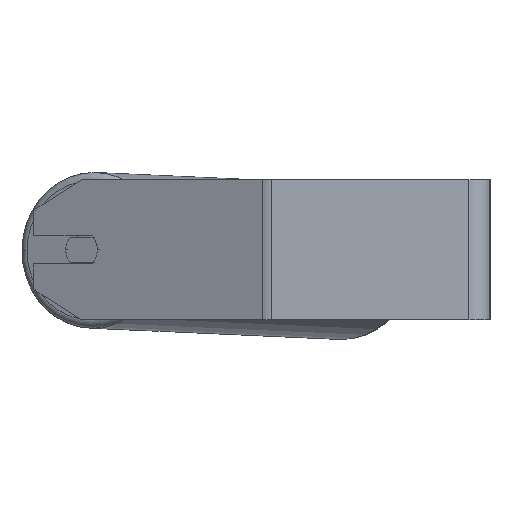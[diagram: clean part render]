
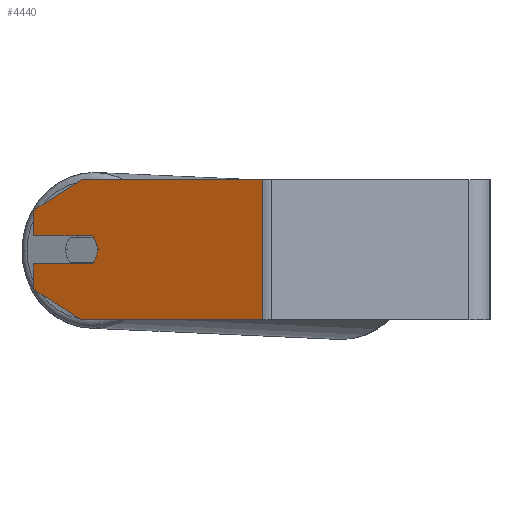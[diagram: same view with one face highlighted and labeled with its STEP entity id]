
A CAD part, left-side view. The second image highlights one B-rep face of the part: STEP entity #4440.
In plain terms, the highlighted planar face has unit normal (-0.906, 0.423, 0).
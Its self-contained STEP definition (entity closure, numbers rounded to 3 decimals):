
#278 = LINE ( 'NONE', #5232, #6510 ) ;
#295 = DIRECTION ( 'NONE',  ( -0.906, 0.423, 0. ) ) ;
#327 = CARTESIAN_POINT ( 'NONE',  ( -345.616, 233.164, -40. ) ) ;
#439 = DIRECTION ( 'NONE',  ( -0.423, -0.906, 0. ) ) ;
#450 = DIRECTION ( 'NONE',  ( -0.423, -0.906, 0. ) ) ;
#563 = CARTESIAN_POINT ( 'NONE',  ( -332.938, 260.353, 22.679 ) ) ;
#574 = VERTEX_POINT ( 'NONE', #3923 ) ;
#589 = VERTEX_POINT ( 'NONE', #627 ) ;
#627 = CARTESIAN_POINT ( 'NONE',  ( -332.938, 260.353, 22.679 ) ) ;
#704 = ORIENTED_EDGE ( 'NONE', *, *, #967, .F. ) ;
#831 = LINE ( 'NONE', #3087, #3332 ) ;
#885 = ORIENTED_EDGE ( 'NONE', *, *, #4384, .F. ) ;
#915 = ORIENTED_EDGE ( 'NONE', *, *, #6645, .T. ) ;
#921 = LINE ( 'NONE', #327, #2167 ) ;
#937 = DIRECTION ( 'NONE',  ( 0., 0., -1. ) ) ;
#967 = EDGE_CURVE ( 'NONE', #7207, #574, #3292, .T. ) ;
#1071 = CARTESIAN_POINT ( 'NONE',  ( -345.616, 233.164, 0. ) ) ;
#1082 = FACE_OUTER_BOUND ( 'NONE', #2618, .T. ) ;
#1095 = LINE ( 'NONE', #4904, #6535 ) ;
#1189 = DIRECTION ( 'NONE',  ( 0.423, 0.906, 0. ) ) ;
#1409 = EDGE_CURVE ( 'NONE', #7207, #589, #5634, .T. ) ;
#1617 = AXIS2_PLACEMENT_3D ( 'NONE', #1071, #4546, #3328 ) ;
#1710 = LINE ( 'NONE', #3853, #6527 ) ;
#1752 = DIRECTION ( 'NONE',  ( 0.366, 0.785, -0.5 ) ) ;
#1814 = CARTESIAN_POINT ( 'NONE',  ( -348.152, 227.726, -8. ) ) ;
#1949 = VECTOR ( 'NONE', #439, 1000. ) ;
#2167 = VECTOR ( 'NONE', #3179, 1000. ) ;
#2179 = EDGE_CURVE ( 'NONE', #6092, #7022, #4807, .T. ) ;
#2203 = ORIENTED_EDGE ( 'NONE', *, *, #5435, .T. ) ;
#2284 = AXIS2_PLACEMENT_3D ( 'NONE', #3149, #295, #2593 ) ;
#2593 = DIRECTION ( 'NONE',  ( -0.423, -0.906, 0. ) ) ;
#2618 = EDGE_LOOP ( 'NONE', ( #5574, #6690, #6128, #915, #6981, #6199, #704, #5263, #2203, #885, #6407 ) ) ;
#2642 = EDGE_CURVE ( 'NONE', #5250, #6092, #3646, .T. ) ;
#2863 = VECTOR ( 'NONE', #937, 1000. ) ;
#3020 = DIRECTION ( 'NONE',  ( 0., 0., -1. ) ) ;
#3087 = CARTESIAN_POINT ( 'NONE',  ( -332.938, 260.353, 40. ) ) ;
#3149 = CARTESIAN_POINT ( 'NONE',  ( -345.616, 233.164, 0. ) ) ;
#3179 = DIRECTION ( 'NONE',  ( -0.366, -0.785, -0.5 ) ) ;
#3199 = VECTOR ( 'NONE', #450, 1000. ) ;
#3258 = CARTESIAN_POINT ( 'NONE',  ( -332.938, 260.353, 40. ) ) ;
#3292 = LINE ( 'NONE', #3258, #1949 ) ;
#3328 = DIRECTION ( 'NONE',  ( -0.423, -0.906, 0. ) ) ;
#3332 = VECTOR ( 'NONE', #3020, 1000. ) ;
#3410 = DIRECTION ( 'NONE',  ( 0.906, -0.423, 0. ) ) ;
#3542 = VERTEX_POINT ( 'NONE', #4320 ) ;
#3646 = LINE ( 'NONE', #5943, #3199 ) ;
#3745 = CARTESIAN_POINT ( 'NONE',  ( -332.938, 260.353, 8. ) ) ;
#3853 = CARTESIAN_POINT ( 'NONE',  ( -332.938, 260.353, 8. ) ) ;
#3923 = CARTESIAN_POINT ( 'NONE',  ( -393.876, 129.671, 40. ) ) ;
#4160 = EDGE_CURVE ( 'NONE', #5250, #5262, #831, .T. ) ;
#4233 = DIRECTION ( 'NONE',  ( 0., 0., -1. ) ) ;
#4320 = CARTESIAN_POINT ( 'NONE',  ( -393.876, 129.671, -40. ) ) ;
#4384 = EDGE_CURVE ( 'NONE', #4568, #5430, #1710, .T. ) ;
#4412 = PLANE ( 'NONE',  #5936 ) ;
#4422 = DIRECTION ( 'NONE',  ( -0.423, -0.906, 0. ) ) ;
#4440 = ADVANCED_FACE ( 'NONE', ( #1082 ), #4412, .F. ) ;
#4546 = DIRECTION ( 'NONE',  ( -0.906, 0.423, 0. ) ) ;
#4547 = VECTOR ( 'NONE', #1752, 1000. ) ;
#4568 = VERTEX_POINT ( 'NONE', #5258 ) ;
#4807 = CIRCLE ( 'NONE', #1617, 10. ) ;
#4862 = CARTESIAN_POINT ( 'NONE',  ( -349.843, 224.101, 0. ) ) ;
#4904 = CARTESIAN_POINT ( 'NONE',  ( -332.938, 260.353, -40. ) ) ;
#5083 = VERTEX_POINT ( 'NONE', #5529 ) ;
#5145 = DIRECTION ( 'NONE',  ( 0.423, 0.906, 0. ) ) ;
#5232 = CARTESIAN_POINT ( 'NONE',  ( -393.876, 129.671, 40. ) ) ;
#5248 = EDGE_CURVE ( 'NONE', #574, #3542, #278, .T. ) ;
#5250 = VERTEX_POINT ( 'NONE', #6967 ) ;
#5258 = CARTESIAN_POINT ( 'NONE',  ( -348.152, 227.726, 8. ) ) ;
#5262 = VERTEX_POINT ( 'NONE', #6934 ) ;
#5263 = ORIENTED_EDGE ( 'NONE', *, *, #1409, .T. ) ;
#5430 = VERTEX_POINT ( 'NONE', #3745 ) ;
#5435 = EDGE_CURVE ( 'NONE', #589, #5430, #6002, .T. ) ;
#5529 = CARTESIAN_POINT ( 'NONE',  ( -345.616, 233.164, -40. ) ) ;
#5574 = ORIENTED_EDGE ( 'NONE', *, *, #2179, .F. ) ;
#5634 = LINE ( 'NONE', #563, #4547 ) ;
#5936 = AXIS2_PLACEMENT_3D ( 'NONE', #6181, #3410, #5145 ) ;
#5943 = CARTESIAN_POINT ( 'NONE',  ( -332.938, 260.353, -8. ) ) ;
#6002 = LINE ( 'NONE', #7143, #2863 ) ;
#6092 = VERTEX_POINT ( 'NONE', #1814 ) ;
#6128 = ORIENTED_EDGE ( 'NONE', *, *, #4160, .T. ) ;
#6181 = CARTESIAN_POINT ( 'NONE',  ( -332.938, 260.353, 40. ) ) ;
#6193 = CARTESIAN_POINT ( 'NONE',  ( -345.616, 233.164, 40. ) ) ;
#6199 = ORIENTED_EDGE ( 'NONE', *, *, #5248, .F. ) ;
#6208 = EDGE_CURVE ( 'NONE', #7022, #4568, #7222, .T. ) ;
#6407 = ORIENTED_EDGE ( 'NONE', *, *, #6208, .F. ) ;
#6510 = VECTOR ( 'NONE', #4233, 1000. ) ;
#6527 = VECTOR ( 'NONE', #1189, 1000. ) ;
#6535 = VECTOR ( 'NONE', #4422, 1000. ) ;
#6645 = EDGE_CURVE ( 'NONE', #5262, #5083, #921, .T. ) ;
#6690 = ORIENTED_EDGE ( 'NONE', *, *, #2642, .F. ) ;
#6934 = CARTESIAN_POINT ( 'NONE',  ( -332.938, 260.353, -22.679 ) ) ;
#6967 = CARTESIAN_POINT ( 'NONE',  ( -332.938, 260.353, -8. ) ) ;
#6981 = ORIENTED_EDGE ( 'NONE', *, *, #7136, .T. ) ;
#7022 = VERTEX_POINT ( 'NONE', #4862 ) ;
#7136 = EDGE_CURVE ( 'NONE', #5083, #3542, #1095, .T. ) ;
#7143 = CARTESIAN_POINT ( 'NONE',  ( -332.938, 260.353, 40. ) ) ;
#7207 = VERTEX_POINT ( 'NONE', #6193 ) ;
#7222 = CIRCLE ( 'NONE', #2284, 10. ) ;
